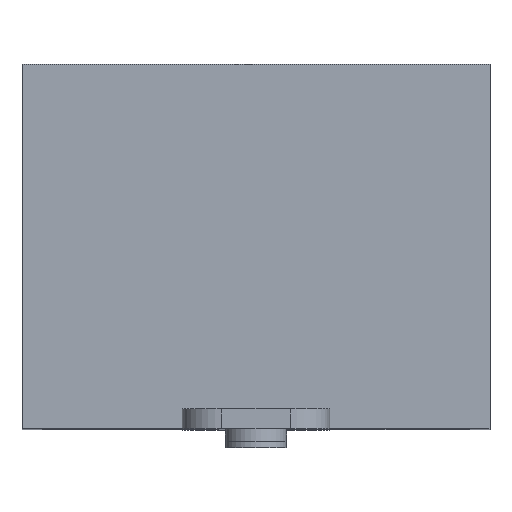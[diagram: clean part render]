
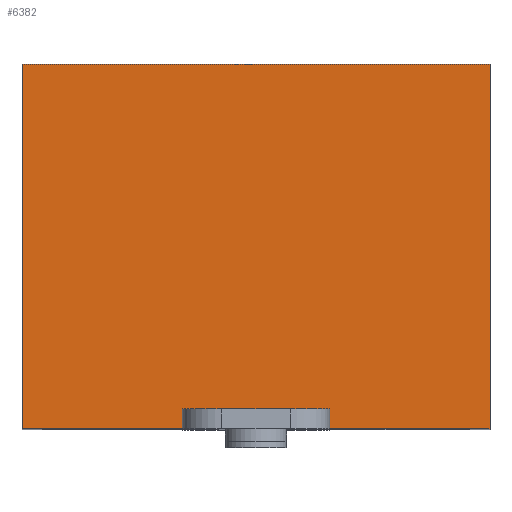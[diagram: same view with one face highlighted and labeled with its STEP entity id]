
A CAD part, top view. The second image highlights one B-rep face of the part: STEP entity #6382.
In plain terms, the highlighted planar face has unit normal (0, 0, 1).
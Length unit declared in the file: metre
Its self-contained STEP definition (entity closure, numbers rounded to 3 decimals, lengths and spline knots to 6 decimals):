
#842=ORIENTED_EDGE('',*,*,#2583,.F.);
#843=ORIENTED_EDGE('',*,*,#2584,.F.);
#844=ORIENTED_EDGE('',*,*,#2585,.T.);
#845=ORIENTED_EDGE('',*,*,#2586,.F.);
#846=ORIENTED_EDGE('',*,*,#2581,.F.);
#847=ORIENTED_EDGE('',*,*,#2420,.T.);
#848=ORIENTED_EDGE('',*,*,#2587,.T.);
#849=ORIENTED_EDGE('',*,*,#2588,.F.);
#2420=EDGE_CURVE('',#3300,#3299,#3967,.T.);
#2581=EDGE_CURVE('',#3300,#3410,#4125,.T.);
#2583=EDGE_CURVE('',#3411,#3412,#4127,.T.);
#2584=EDGE_CURVE('',#3413,#3411,#4128,.T.);
#2585=EDGE_CURVE('',#3413,#3414,#4129,.T.);
#2586=EDGE_CURVE('',#3410,#3414,#4130,.T.);
#2587=EDGE_CURVE('',#3299,#3415,#4131,.T.);
#2588=EDGE_CURVE('',#3412,#3415,#4132,.T.);
#3299=VERTEX_POINT('',#9422);
#3300=VERTEX_POINT('',#9424);
#3410=VERTEX_POINT('',#9699);
#3411=VERTEX_POINT('',#9703);
#3412=VERTEX_POINT('',#9704);
#3413=VERTEX_POINT('',#9706);
#3414=VERTEX_POINT('',#9708);
#3415=VERTEX_POINT('',#9711);
#3967=LINE('',#9423,#4852);
#4125=LINE('',#9698,#5010);
#4127=LINE('',#9702,#5012);
#4128=LINE('',#9705,#5013);
#4129=LINE('',#9707,#5014);
#4130=LINE('',#9709,#5015);
#4131=LINE('',#9710,#5016);
#4132=LINE('',#9712,#5017);
#4852=VECTOR('',#7535,1.);
#5010=VECTOR('',#7707,1.);
#5012=VECTOR('',#7711,1.);
#5013=VECTOR('',#7712,1.);
#5014=VECTOR('',#7713,1.);
#5015=VECTOR('',#7714,1.);
#5016=VECTOR('',#7715,1.);
#5017=VECTOR('',#7716,1.);
#5442=EDGE_LOOP('',(#842,#843,#844,#845,#846,#847,#848,#849));
#5812=FACE_BOUND('',#5442,.T.);
#6116=PLANE('',#6705);
#6382=ADVANCED_FACE('',(#5812),#6116,.T.);
#6705=AXIS2_PLACEMENT_3D('',#9701,#7709,#7710);
#7535=DIRECTION('',(-1.,0.,0.));
#7707=DIRECTION('',(0.,-1.,0.));
#7709=DIRECTION('',(0.,0.,1.));
#7710=DIRECTION('',(1.,0.,0.));
#7711=DIRECTION('',(0.,-1.,0.));
#7712=DIRECTION('',(-1.,0.,0.));
#7713=DIRECTION('',(0.,-1.,0.));
#7714=DIRECTION('',(-1.,0.,0.));
#7715=DIRECTION('',(0.,-1.,0.));
#7716=DIRECTION('',(-1.,0.,0.));
#9422=CARTESIAN_POINT('',(-0.02375,0.037,0.036));
#9423=CARTESIAN_POINT('',(0.,0.037,0.036));
#9424=CARTESIAN_POINT('',(0.02375,0.037,0.036));
#9698=CARTESIAN_POINT('',(0.02375,0.035,0.036));
#9699=CARTESIAN_POINT('',(0.02375,0.,0.036));
#9701=CARTESIAN_POINT('',(0.,0.035,0.036));
#9702=CARTESIAN_POINT('',(-0.007494,0.002,0.036));
#9703=CARTESIAN_POINT('',(-0.007494,0.002,0.036));
#9704=CARTESIAN_POINT('',(-0.007494,0.,0.036));
#9705=CARTESIAN_POINT('',(0.,0.002,0.036));
#9706=CARTESIAN_POINT('',(0.007494,0.002,0.036));
#9707=CARTESIAN_POINT('',(0.007494,0.002,0.036));
#9708=CARTESIAN_POINT('',(0.007494,0.,0.036));
#9709=CARTESIAN_POINT('',(0.,0.,0.036));
#9710=CARTESIAN_POINT('',(-0.02375,0.035,0.036));
#9711=CARTESIAN_POINT('',(-0.02375,0.,0.036));
#9712=CARTESIAN_POINT('',(0.,0.,0.036));
